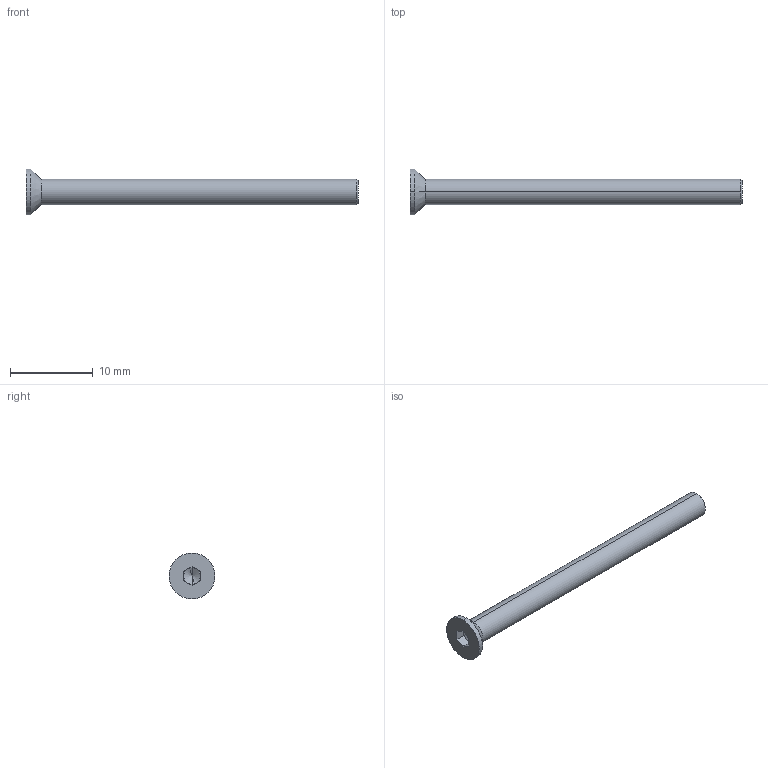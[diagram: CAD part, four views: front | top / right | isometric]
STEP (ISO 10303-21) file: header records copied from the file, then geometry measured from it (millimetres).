
FILE_DESCRIPTION (( 'STEP AP214' ), '1' );
FILE_NAME ('M3¡Á40 Flush Head Screw.step', '2018-06-21T12:58:33', ( 'User' ), ( 'china' ), 'SwSTEP 2.0', 'SolidWorks 2016', '' );
FILE_SCHEMA (( 'AUTOMOTIVE_DESIGN' ));
Length unit declared in the file: millimetre
Products named in the file (1): M3×40 Flush Head Screw
Bounding box: 40 x 5.54 x 5.54 mm (x, y, z)
Volume: 308.6 mm3; surface area: 439.1 mm2
Topology: 1 solids, 1 shells, 24 faces, 54 edges, 31 vertices
Faces by surface type: plane 14, cone 6, cylinder 4
Entity records: 680 total; most frequent: DIRECTION 120, CARTESIAN_POINT 108, ORIENTED_EDGE 104, EDGE_CURVE 52, AXIS2_PLACEMENT_3D 43, LINE 34, VECTOR 34, VERTEX_POINT 31
